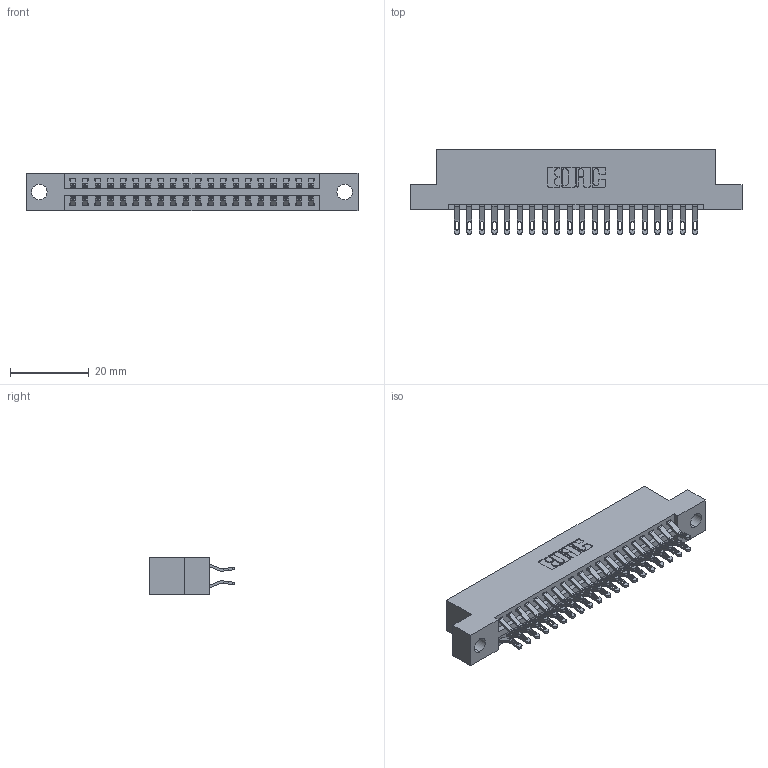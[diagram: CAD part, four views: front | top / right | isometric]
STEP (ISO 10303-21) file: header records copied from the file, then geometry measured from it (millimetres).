
FILE_DESCRIPTION (( 'STEP AP203' ), '1' );
FILE_NAME ('346-040-555-204.STEP', '2018-08-24T09:58:16', ( '' ), ( '' ), 'SwSTEP 2.0', 'SolidWorks 2016', '' );
FILE_SCHEMA (( 'CONFIG_CONTROL_DESIGN' ));
Length unit declared in the file: inch
Products named in the file (3): 345-292-001_555 Tail; 346-040-555-204; 346 Part_Flush Mounting Lugs - 0.156 Dia-TH
Assembly tree (41 placements, depth 2):
  346-040-555-204
    346 Part_Flush Mounting Lugs - 0.156 Dia-TH
    345-292-001_555 Tail  x40
Bounding box: 84.07 x 21.46 x 9.4 mm (x, y, z)
Volume: 8055.6 mm3; surface area: 10954 mm2
Topology: 41 solids, 41 shells, 2442 faces, 7649 edges, 5098 vertices
Faces by surface type: plane 1396, cylinder 1046
Entity records: 16343 total; most frequent: CARTESIAN_POINT 2758, ORIENTED_EDGE 2662, DIRECTION 2451, EDGE_CURVE 1331, VECTOR 1099, LINE 1099, VERTEX_POINT 886, AXIS2_PLACEMENT_3D 676
